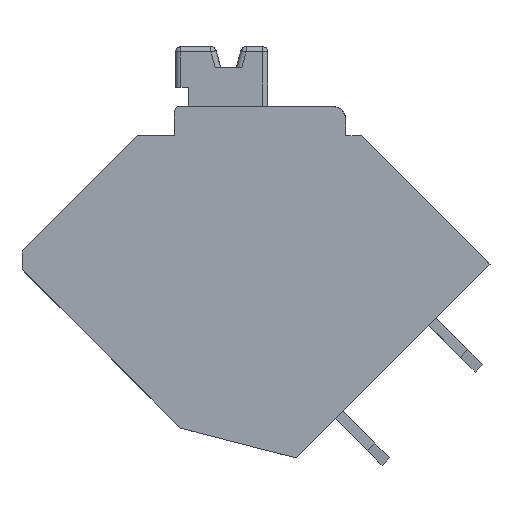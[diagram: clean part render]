
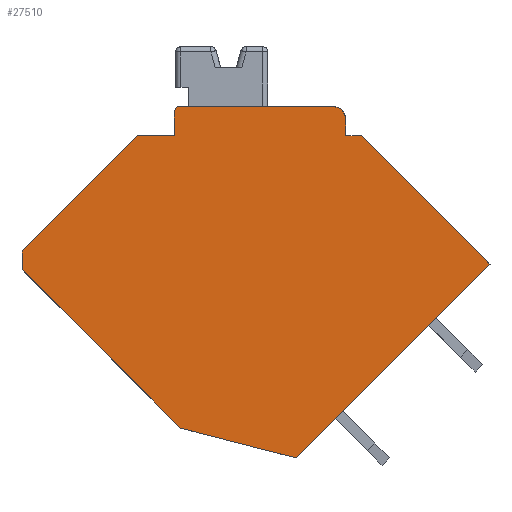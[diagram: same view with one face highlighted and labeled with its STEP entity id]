
A CAD part, left-side view. The second image highlights one B-rep face of the part: STEP entity #27510.
In plain terms, the highlighted planar face has unit normal (-1, 0, 0).
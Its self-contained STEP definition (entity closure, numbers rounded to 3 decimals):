
#587=PLANE('',#29169);
#1561=CIRCLE('',#29109,0.5);
#1563=CIRCLE('',#29113,0.2);
#4341=ORIENTED_EDGE('',*,*,#12157,.F.);
#4342=ORIENTED_EDGE('',*,*,#12163,.T.);
#4343=ORIENTED_EDGE('',*,*,#10443,.F.);
#4344=ORIENTED_EDGE('',*,*,#12154,.F.);
#4345=ORIENTED_EDGE('',*,*,#12059,.F.);
#4346=ORIENTED_EDGE('',*,*,#10502,.F.);
#4347=ORIENTED_EDGE('',*,*,#12139,.F.);
#4348=ORIENTED_EDGE('',*,*,#12138,.F.);
#4349=ORIENTED_EDGE('',*,*,#12002,.T.);
#4350=ORIENTED_EDGE('',*,*,#11997,.F.);
#4351=ORIENTED_EDGE('',*,*,#12009,.T.);
#4352=ORIENTED_EDGE('',*,*,#12007,.F.);
#4353=ORIENTED_EDGE('',*,*,#12067,.F.);
#10443=EDGE_CURVE('',#14547,#14548,#17200,.T.);
#10502=EDGE_CURVE('',#14604,#14605,#17259,.T.);
#11997=EDGE_CURVE('',#15883,#15884,#18639,.T.);
#12002=EDGE_CURVE('',#15888,#15884,#1561,.T.);
#12007=EDGE_CURVE('',#15892,#15889,#18646,.T.);
#12009=EDGE_CURVE('',#15883,#15889,#1563,.T.);
#12059=EDGE_CURVE('',#14605,#15929,#18696,.T.);
#12067=EDGE_CURVE('',#15934,#15892,#18701,.T.);
#12138=EDGE_CURVE('',#15888,#15970,#18738,.T.);
#12139=EDGE_CURVE('',#15970,#14604,#18739,.T.);
#12154=EDGE_CURVE('',#15929,#14547,#18754,.T.);
#12157=EDGE_CURVE('',#15972,#15934,#18757,.T.);
#12163=EDGE_CURVE('',#15972,#14548,#18762,.F.);
#14547=VERTEX_POINT('',#38720);
#14548=VERTEX_POINT('',#38722);
#14604=VERTEX_POINT('',#38839);
#14605=VERTEX_POINT('',#38841);
#15883=VERTEX_POINT('',#41900);
#15884=VERTEX_POINT('',#41902);
#15888=VERTEX_POINT('',#41916);
#15889=VERTEX_POINT('',#41920);
#15892=VERTEX_POINT('',#41925);
#15929=VERTEX_POINT('',#42025);
#15934=VERTEX_POINT('',#42040);
#15970=VERTEX_POINT('',#42147);
#15972=VERTEX_POINT('',#42172);
#17200=LINE('',#38721,#20694);
#17259=LINE('',#38840,#20753);
#18639=LINE('',#41901,#22133);
#18646=LINE('',#41926,#22140);
#18696=LINE('',#42027,#22190);
#18701=LINE('',#42041,#22195);
#18738=LINE('',#42149,#22232);
#18739=LINE('',#42151,#22233);
#18754=LINE('',#42167,#22248);
#18757=LINE('',#42173,#22251);
#18762=LINE('',#42183,#22256);
#20694=VECTOR('',#31037,1000.);
#20753=VECTOR('',#31102,1000.);
#22133=VECTOR('',#33106,1000.);
#22140=VECTOR('',#33121,1000.);
#22190=VECTOR('',#33199,1000.);
#22195=VECTOR('',#33212,1000.);
#22232=VECTOR('',#33319,1000.);
#22233=VECTOR('',#33322,1000.);
#22248=VECTOR('',#33339,1000.);
#22251=VECTOR('',#33344,1000.);
#22256=VECTOR('',#33355,1000.);
#24283=EDGE_LOOP('',(#4341,#4342,#4343,#4344,#4345,#4346,#4347,#4348,#4349,
#4350,#4351,#4352,#4353));
#25770=FACE_BOUND('',#24283,.T.);
#27510=ADVANCED_FACE('',(#25770),#587,.T.);
#29109=AXIS2_PLACEMENT_3D('',#41915,#33113,#33114);
#29113=AXIS2_PLACEMENT_3D('',#41929,#33126,#33127);
#29169=AXIS2_PLACEMENT_3D('',#42182,#33353,#33354);
#31037=DIRECTION('',(0.,0.707,0.707));
#31102=DIRECTION('',(0.,-0.707,-0.707));
#33106=DIRECTION('',(0.,-1.,0.));
#33113=DIRECTION('',(-1.,0.,0.));
#33114=DIRECTION('',(0.,0.,1.));
#33121=DIRECTION('',(0.,0.,1.));
#33126=DIRECTION('',(-1.,0.,0.));
#33127=DIRECTION('',(0.,0.,1.));
#33199=DIRECTION('',(0.,0.707,-0.707));
#33212=DIRECTION('',(0.,-1.,0.));
#33319=DIRECTION('',(0.,0.,-1.));
#33322=DIRECTION('',(0.,-1.,0.));
#33339=DIRECTION('',(0.,0.968,0.25));
#33344=DIRECTION('',(0.,-0.707,0.707));
#33353=DIRECTION('',(-1.,0.,0.));
#33354=DIRECTION('',(0.,0.,1.));
#33355=DIRECTION('',(0.,0.,1.));
#38720=CARTESIAN_POINT('',(-21.35,3.017,-6.364));
#38721=CARTESIAN_POINT('',(-21.35,3.017,-6.364));
#38722=CARTESIAN_POINT('',(-21.35,9.027,-0.354));
#38839=CARTESIAN_POINT('',(-21.35,-3.85,4.731));
#38840=CARTESIAN_POINT('',(-21.35,-3.85,4.731));
#38841=CARTESIAN_POINT('',(-21.35,-8.722,-0.141));
#41900=CARTESIAN_POINT('',(-21.35,3.05,5.831));
#41901=CARTESIAN_POINT('',(-21.35,3.25,5.831));
#41902=CARTESIAN_POINT('',(-21.35,-2.75,5.831));
#41915=CARTESIAN_POINT('',(-21.35,-2.75,5.331));
#41916=CARTESIAN_POINT('',(-21.35,-3.25,5.331));
#41920=CARTESIAN_POINT('',(-21.35,3.25,5.631));
#41925=CARTESIAN_POINT('',(-21.35,3.25,4.731));
#41926=CARTESIAN_POINT('',(-21.35,3.25,5.831));
#41929=CARTESIAN_POINT('',(-21.35,3.05,5.631));
#42025=CARTESIAN_POINT('',(-21.35,-1.368,-7.495));
#42027=CARTESIAN_POINT('',(-21.35,-8.722,-0.141));
#42040=CARTESIAN_POINT('',(-21.35,4.65,4.731));
#42041=CARTESIAN_POINT('',(-21.35,3.25,4.731));
#42147=CARTESIAN_POINT('',(-21.35,-3.25,4.731));
#42149=CARTESIAN_POINT('',(-21.35,-3.25,4.731));
#42151=CARTESIAN_POINT('',(-21.35,-3.85,4.731));
#42167=CARTESIAN_POINT('',(-21.35,-1.368,-7.495));
#42172=CARTESIAN_POINT('',(-21.35,9.027,0.354));
#42173=CARTESIAN_POINT('',(-21.35,9.381,0.));
#42182=CARTESIAN_POINT('',(-21.35,0.,0.));
#42183=CARTESIAN_POINT('',(-21.35,9.027,0.));
